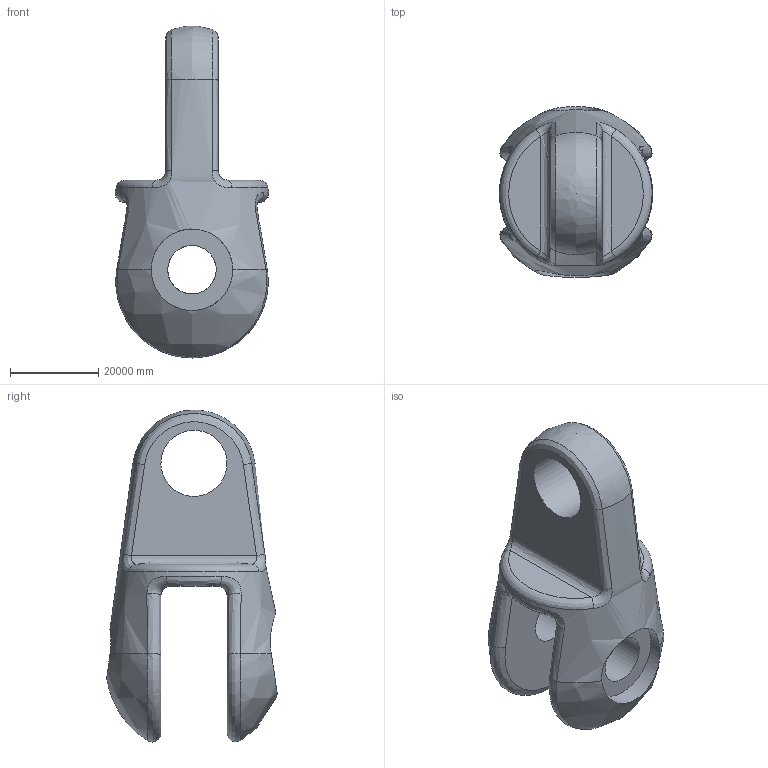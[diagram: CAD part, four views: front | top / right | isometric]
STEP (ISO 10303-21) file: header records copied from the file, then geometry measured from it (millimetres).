
FILE_DESCRIPTION ((), '1');
FILE_NAME ('mm2016-nurbs.step', '2023-10-29T22:42:15', ('Unknown'), ('Unknown'), 'HarmonyWare STEP v2.1.4', 'HarmonyWare Translators', '');
FILE_SCHEMA (('CONFIG_CONTROL_DESIGN'));
Length unit declared in the file: metre
Products named in the file (2): solidDrop
Assembly tree (1 placements, depth 2):
  (unnamed)
    solidDrop
Bounding box: 34759.88 x 38712.75 x 75284.56 mm (x, y, z)
Volume: 28330447048537.6 mm3; surface area: 9813776606.1 mm2
Topology: 1 solids, 1 shells, 46 faces, 110 edges, 64 vertices
Faces by surface type: bspline 46
Entity records: 6075 total; most frequent: CARTESIAN_POINT 5227, ORIENTED_EDGE 218, EDGE_CURVE 109, B_SPLINE_CURVE_WITH_KNOTS 69, VERTEX_POINT 64, EDGE_LOOP 51, FACE_OUTER_BOUND 46, ADVANCED_FACE 46
